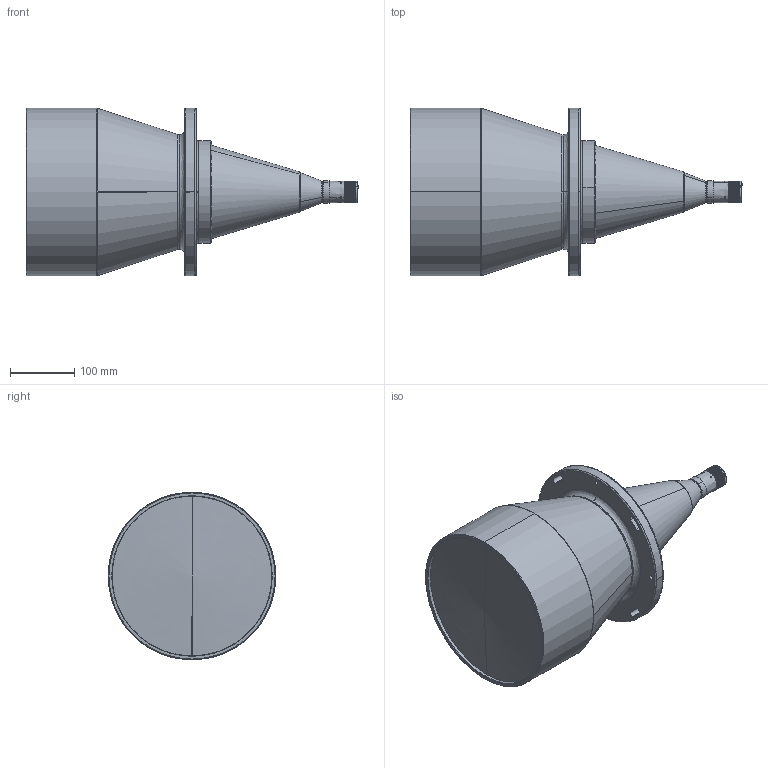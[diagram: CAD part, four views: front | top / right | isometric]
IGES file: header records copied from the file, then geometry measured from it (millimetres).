
Start section: SolidWorks IGES file using analytic representation for surfaces
Global section: file name: DTCL-216.IGS,1; native system: 5HSolidWorks 2012; preprocessor: SolidWorks 2012; author: frank; date: 180716.120751; units: millimetre
Bounding box: 515.58 x 260 x 260 mm (x, y, z)
Surface area: 396055.1 mm2 (no closed solid volume)
Topology: 0 solids, 0 shells, 180 faces, 4707 edges, 4705 vertices
Faces by surface type: revolution 133, bspline 47
